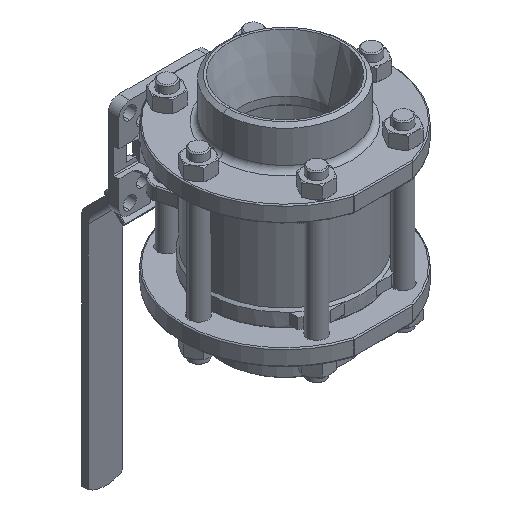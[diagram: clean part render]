
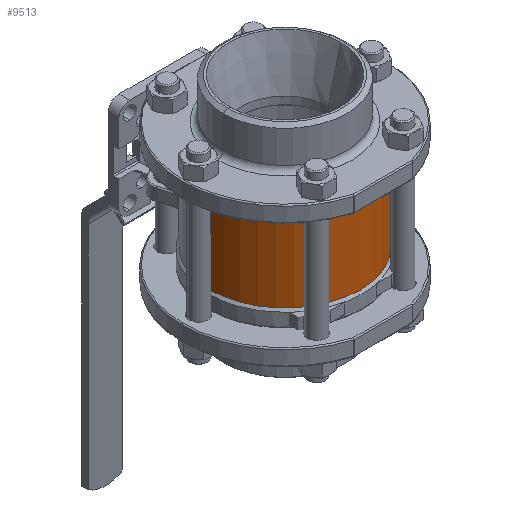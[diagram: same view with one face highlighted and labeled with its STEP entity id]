
A CAD part, isometric view. The second image highlights one B-rep face of the part: STEP entity #9513.
In plain terms, the highlighted cylindrical face has radius 69.5 mm (diameter 139 mm), a partial arc.
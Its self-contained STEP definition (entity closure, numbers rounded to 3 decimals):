
#1060 = VERTEX_POINT ( 'NONE', #5976 ) ;
#1064 = VERTEX_POINT ( 'NONE', #5969 ) ;
#1082 = VERTEX_POINT ( 'NONE', #6004 ) ;
#1083 = VERTEX_POINT ( 'NONE', #6003 ) ;
#4094 = EDGE_CURVE ( 'NONE', #1082, #1060, #12772, .T. ) ;
#4104 = EDGE_CURVE ( 'NONE', #1083, #1064, #12768, .T. ) ;
#5969 = CARTESIAN_POINT ( 'NONE',  ( -69.5, 0., -35.5 ) ) ;
#5976 = CARTESIAN_POINT ( 'NONE',  ( 69.5, 0., -35.5 ) ) ;
#6003 = CARTESIAN_POINT ( 'NONE',  ( -69.5, 0., 35.5 ) ) ;
#6004 = CARTESIAN_POINT ( 'NONE',  ( 69.5, 0., 35.5 ) ) ;
#8401 = EDGE_LOOP ( 'NONE', ( #8442, #9533, #9534, #9537 ) ) ;
#8442 = ORIENTED_EDGE ( 'NONE', *, *, #4094, .F. ) ;
#9513 = ADVANCED_FACE ( 'NONE', ( #13416 ), #13414, .T. ) ;
#9532 = EDGE_CURVE ( 'NONE', #1083, #1082, #13543, .T. ) ;
#9533 = ORIENTED_EDGE ( 'NONE', *, *, #9532, .F. ) ;
#9534 = ORIENTED_EDGE ( 'NONE', *, *, #4104, .T. ) ;
#9536 = EDGE_CURVE ( 'NONE', #1060, #1064, #13539, .T. ) ;
#9537 = ORIENTED_EDGE ( 'NONE', *, *, #9536, .F. ) ;
#12765 = DIRECTION ( 'NONE',  ( 0., 0., -1. ) ) ;
#12766 = VECTOR ( 'NONE', #12765, 1000. ) ;
#12767 = CARTESIAN_POINT ( 'NONE',  ( -69.5, 0., 35.5 ) ) ;
#12768 = LINE ( 'NONE', #12767, #12766 ) ;
#12769 = DIRECTION ( 'NONE',  ( 0., 0., -1. ) ) ;
#12770 = VECTOR ( 'NONE', #12769, 1000. ) ;
#12771 = CARTESIAN_POINT ( 'NONE',  ( 69.5, 0., 35.5 ) ) ;
#12772 = LINE ( 'NONE', #12771, #12770 ) ;
#13410 = DIRECTION ( 'NONE',  ( -1., 0., 0. ) ) ;
#13411 = DIRECTION ( 'NONE',  ( 0., 0., -1. ) ) ;
#13412 = CARTESIAN_POINT ( 'NONE',  ( 0., 0., 35.5 ) ) ;
#13413 = AXIS2_PLACEMENT_3D ( 'NONE', #13412, #13411, #13410 ) ;
#13414 = CYLINDRICAL_SURFACE ( 'NONE', #13413, 69.5 ) ;
#13416 = FACE_OUTER_BOUND ( 'NONE', #8401, .T. ) ;
#13477 = CARTESIAN_POINT ( 'NONE',  ( 0., 0., 35.5 ) ) ;
#13517 = DIRECTION ( 'NONE',  ( -1., 0., 0. ) ) ;
#13518 = DIRECTION ( 'NONE',  ( 0., 0., -1. ) ) ;
#13519 = CARTESIAN_POINT ( 'NONE',  ( 0., 0., -35.5 ) ) ;
#13520 = AXIS2_PLACEMENT_3D ( 'NONE', #13519, #13518, #13517 ) ;
#13539 = CIRCLE ( 'NONE', #13520, 69.5 ) ;
#13540 = DIRECTION ( 'NONE',  ( 1., 0., 0. ) ) ;
#13541 = DIRECTION ( 'NONE',  ( 0., 0., 1. ) ) ;
#13542 = AXIS2_PLACEMENT_3D ( 'NONE', #13477, #13541, #13540 ) ;
#13543 = CIRCLE ( 'NONE', #13542, 69.5 ) ;
